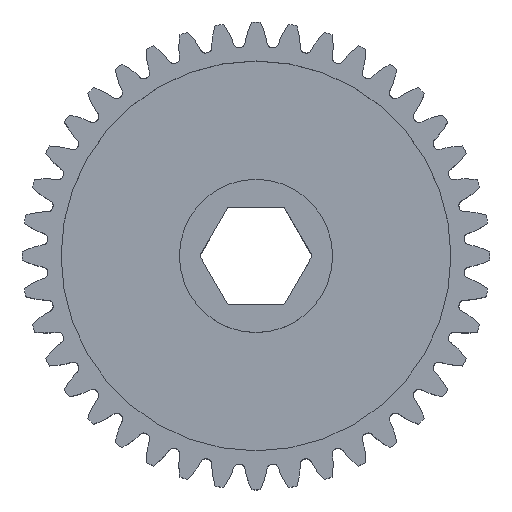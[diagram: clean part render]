
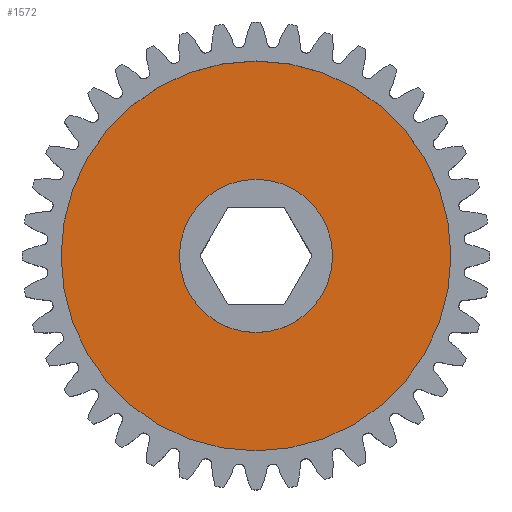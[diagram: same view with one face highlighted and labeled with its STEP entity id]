
A CAD part, top view. The second image highlights one B-rep face of the part: STEP entity #1572.
In plain terms, the highlighted planar face has unit normal (0, 0, 1).
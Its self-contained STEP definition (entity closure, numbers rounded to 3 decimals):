
#479 = ORIENTED_EDGE ( 'NONE', *, *, #7944, .T. ) ;
#1572 = ADVANCED_FACE ( 'NONE', ( #5874, #17210 ), #17549, .T. ) ;
#1655 = AXIS2_PLACEMENT_3D ( 'NONE', #10256, #14120, #10012 ) ;
#1817 = DIRECTION ( 'NONE',  ( 0., 0., 1. ) ) ;
#2414 = DIRECTION ( 'NONE',  ( 1., 0., 0. ) ) ;
#2533 = CIRCLE ( 'NONE', #1655, 5.5 ) ;
#3105 = DIRECTION ( 'NONE',  ( 1., 0., 0. ) ) ;
#5191 = CIRCLE ( 'NONE', #18904, 14. ) ;
#5801 = CARTESIAN_POINT ( 'NONE',  ( 0., 0., 3. ) ) ;
#5874 = FACE_BOUND ( 'NONE', #13223, .T. ) ;
#6453 = CARTESIAN_POINT ( 'NONE',  ( 0., 0., 3. ) ) ;
#6671 = AXIS2_PLACEMENT_3D ( 'NONE', #8796, #9048, #3105 ) ;
#6672 = CIRCLE ( 'NONE', #6671, 14. ) ;
#7944 = EDGE_CURVE ( 'NONE', #16637, #21442, #6672, .T. ) ;
#8562 = CIRCLE ( 'NONE', #17128, 5.5 ) ;
#8796 = CARTESIAN_POINT ( 'NONE',  ( 0., 0., 3. ) ) ;
#9048 = DIRECTION ( 'NONE',  ( 0., 0., 1. ) ) ;
#10012 = DIRECTION ( 'NONE',  ( 1., 0., 0. ) ) ;
#10256 = CARTESIAN_POINT ( 'NONE',  ( 0., 0., 3. ) ) ;
#12882 = VERTEX_POINT ( 'NONE', #13597 ) ;
#13101 = VERTEX_POINT ( 'NONE', #19985 ) ;
#13124 = ORIENTED_EDGE ( 'NONE', *, *, #23320, .F. ) ;
#13223 = EDGE_LOOP ( 'NONE', ( #13987, #13124 ) ) ;
#13597 = CARTESIAN_POINT ( 'NONE',  ( -5.5, 0., 3. ) ) ;
#13679 = CARTESIAN_POINT ( 'NONE',  ( 0., 0., 3. ) ) ;
#13987 = ORIENTED_EDGE ( 'NONE', *, *, #16861, .F. ) ;
#14052 = DIRECTION ( 'NONE',  ( 0., 0., 1. ) ) ;
#14120 = DIRECTION ( 'NONE',  ( 0., 0., 1. ) ) ;
#14189 = DIRECTION ( 'NONE',  ( 0., 0., 1. ) ) ;
#14846 = EDGE_CURVE ( 'NONE', #21442, #16637, #5191, .T. ) ;
#16637 = VERTEX_POINT ( 'NONE', #24259 ) ;
#16861 = EDGE_CURVE ( 'NONE', #13101, #12882, #8562, .T. ) ;
#17128 = AXIS2_PLACEMENT_3D ( 'NONE', #13679, #1817, #21445 ) ;
#17209 = AXIS2_PLACEMENT_3D ( 'NONE', #5801, #14052, #22233 ) ;
#17210 = FACE_OUTER_BOUND ( 'NONE', #19780, .T. ) ;
#17549 = PLANE ( 'NONE',  #17209 ) ;
#18904 = AXIS2_PLACEMENT_3D ( 'NONE', #6453, #14189, #2414 ) ;
#19533 = CARTESIAN_POINT ( 'NONE',  ( -14., 0., 3. ) ) ;
#19780 = EDGE_LOOP ( 'NONE', ( #479, #23275 ) ) ;
#19985 = CARTESIAN_POINT ( 'NONE',  ( 5.5, 0., 3. ) ) ;
#21442 = VERTEX_POINT ( 'NONE', #19533 ) ;
#21445 = DIRECTION ( 'NONE',  ( 1., 0., 0. ) ) ;
#22233 = DIRECTION ( 'NONE',  ( 1., 0., 0. ) ) ;
#23275 = ORIENTED_EDGE ( 'NONE', *, *, #14846, .T. ) ;
#23320 = EDGE_CURVE ( 'NONE', #12882, #13101, #2533, .T. ) ;
#24259 = CARTESIAN_POINT ( 'NONE',  ( 14., 0., 3. ) ) ;
